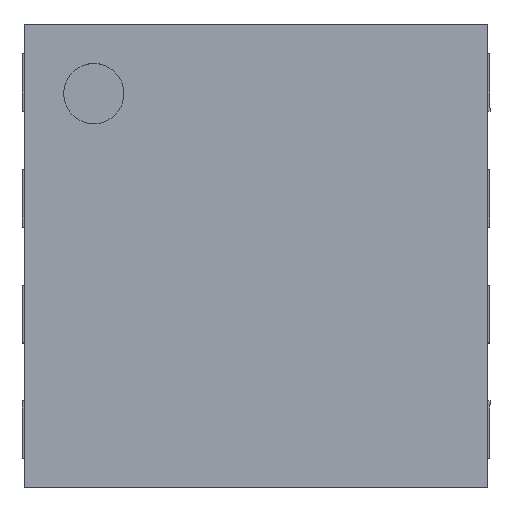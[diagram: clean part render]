
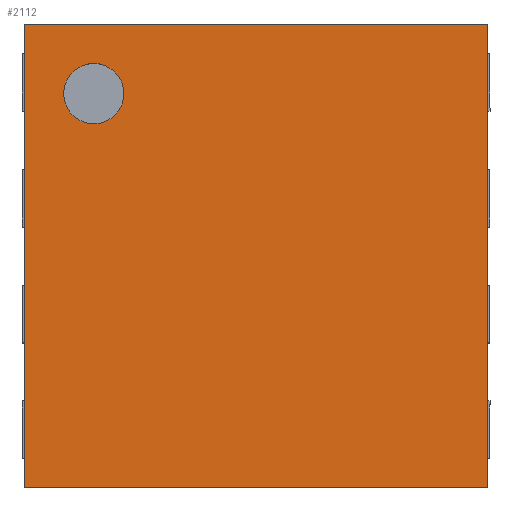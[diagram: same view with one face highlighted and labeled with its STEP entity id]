
A CAD part, top view. The second image highlights one B-rep face of the part: STEP entity #2112.
In plain terms, the highlighted planar face has unit normal (0, 0, 1).
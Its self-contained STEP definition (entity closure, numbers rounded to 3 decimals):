
#36 = VERTEX_POINT ( 'NONE', #2359 ) ;
#53 = EDGE_CURVE ( 'NONE', #36, #2805, #2866, .T. ) ;
#121 = CARTESIAN_POINT ( 'NONE',  ( -1., 1., 0.85 ) ) ;
#178 = LINE ( 'NONE', #3130, #2501 ) ;
#212 = EDGE_LOOP ( 'NONE', ( #260, #3833, #3894, #3657 ) ) ;
#237 = VECTOR ( 'NONE', #3847, 1000. ) ;
#260 = ORIENTED_EDGE ( 'NONE', *, *, #294, .T. ) ;
#294 = EDGE_CURVE ( 'NONE', #2571, #3694, #1313, .T. ) ;
#321 = FACE_BOUND ( 'NONE', #3910, .T. ) ;
#322 = LINE ( 'NONE', #771, #237 ) ;
#354 = ORIENTED_EDGE ( 'NONE', *, *, #3958, .F. ) ;
#499 = CARTESIAN_POINT ( 'NONE',  ( 1., 1., 0.85 ) ) ;
#580 = DIRECTION ( 'NONE',  ( 0., 0., 1. ) ) ;
#771 = CARTESIAN_POINT ( 'NONE',  ( -1., -1., 0.85 ) ) ;
#1059 = VERTEX_POINT ( 'NONE', #121 ) ;
#1072 = CARTESIAN_POINT ( 'NONE',  ( 1., -1., 0.85 ) ) ;
#1205 = VECTOR ( 'NONE', #3538, 1000. ) ;
#1313 = LINE ( 'NONE', #1072, #3697 ) ;
#1360 = CARTESIAN_POINT ( 'NONE',  ( -1., 1., 0.85 ) ) ;
#1595 = DIRECTION ( 'NONE',  ( 0., 0., -1. ) ) ;
#1617 = CARTESIAN_POINT ( 'NONE',  ( -0.83, 0.7, 0.85 ) ) ;
#1784 = EDGE_CURVE ( 'NONE', #3694, #1059, #3602, .T. ) ;
#1806 = CARTESIAN_POINT ( 'NONE',  ( -0.7, 0.7, 0.85 ) ) ;
#1822 = AXIS2_PLACEMENT_3D ( 'NONE', #1806, #2717, #3334 ) ;
#2017 = AXIS2_PLACEMENT_3D ( 'NONE', #2414, #580, #2722 ) ;
#2112 = ADVANCED_FACE ( 'NONE', ( #321, #3471 ), #3755, .F. ) ;
#2359 = CARTESIAN_POINT ( 'NONE',  ( -0.57, 0.7, 0.85 ) ) ;
#2395 = DIRECTION ( 'NONE',  ( 0., 1., 0. ) ) ;
#2397 = VERTEX_POINT ( 'NONE', #2493 ) ;
#2414 = CARTESIAN_POINT ( 'NONE',  ( -0.7, 0.7, 0.85 ) ) ;
#2493 = CARTESIAN_POINT ( 'NONE',  ( -1., -1., 0.85 ) ) ;
#2501 = VECTOR ( 'NONE', #3455, 1000. ) ;
#2571 = VERTEX_POINT ( 'NONE', #3810 ) ;
#2717 = DIRECTION ( 'NONE',  ( 0., 0., 1. ) ) ;
#2722 = DIRECTION ( 'NONE',  ( 1., 0., 0. ) ) ;
#2779 = EDGE_CURVE ( 'NONE', #1059, #2397, #178, .T. ) ;
#2805 = VERTEX_POINT ( 'NONE', #1617 ) ;
#2866 = CIRCLE ( 'NONE', #1822, 0.13 ) ;
#2926 = EDGE_CURVE ( 'NONE', #2397, #2571, #322, .T. ) ;
#2990 = CIRCLE ( 'NONE', #2017, 0.13 ) ;
#3130 = CARTESIAN_POINT ( 'NONE',  ( -1., -1., 0.85 ) ) ;
#3334 = DIRECTION ( 'NONE',  ( 1., 0., 0. ) ) ;
#3439 = CARTESIAN_POINT ( 'NONE',  ( 1., 1., 0.85 ) ) ;
#3455 = DIRECTION ( 'NONE',  ( 0., -1., 0. ) ) ;
#3465 = ORIENTED_EDGE ( 'NONE', *, *, #53, .F. ) ;
#3471 = FACE_OUTER_BOUND ( 'NONE', #212, .T. ) ;
#3538 = DIRECTION ( 'NONE',  ( -1., 0., 0. ) ) ;
#3602 = LINE ( 'NONE', #1360, #1205 ) ;
#3657 = ORIENTED_EDGE ( 'NONE', *, *, #2926, .T. ) ;
#3694 = VERTEX_POINT ( 'NONE', #499 ) ;
#3697 = VECTOR ( 'NONE', #2395, 1000. ) ;
#3723 = AXIS2_PLACEMENT_3D ( 'NONE', #3439, #1595, #3764 ) ;
#3755 = PLANE ( 'NONE',  #3723 ) ;
#3764 = DIRECTION ( 'NONE',  ( -1., 0., 0. ) ) ;
#3810 = CARTESIAN_POINT ( 'NONE',  ( 1., -1., 0.85 ) ) ;
#3833 = ORIENTED_EDGE ( 'NONE', *, *, #1784, .T. ) ;
#3847 = DIRECTION ( 'NONE',  ( 1., 0., 0. ) ) ;
#3894 = ORIENTED_EDGE ( 'NONE', *, *, #2779, .T. ) ;
#3910 = EDGE_LOOP ( 'NONE', ( #3465, #354 ) ) ;
#3958 = EDGE_CURVE ( 'NONE', #2805, #36, #2990, .T. ) ;
